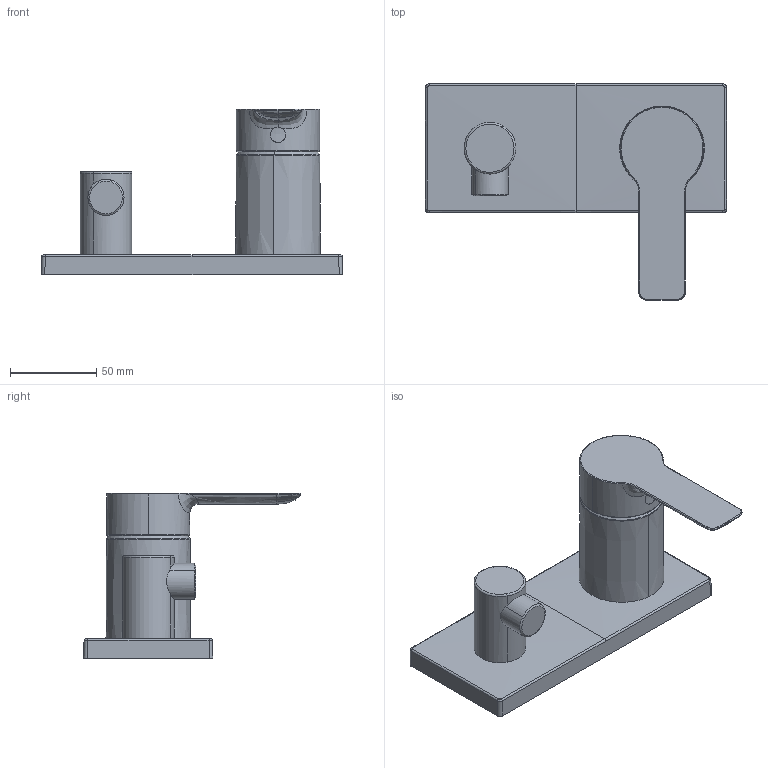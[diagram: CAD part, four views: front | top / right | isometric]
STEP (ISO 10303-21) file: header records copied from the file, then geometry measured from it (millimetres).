
FILE_DESCRIPTION (( 'STEP AP203' ), '1' );
FILE_NAME ('44549583(2020).STEP', '2020-02-18T05:33:33', ( '' ), ( '' ), 'SwSTEP 2.0', 'SolidWorks 2016', '' );
FILE_SCHEMA (( 'CONFIG_CONTROL_DESIGN' ));
Length unit declared in the file: millimetre
Products named in the file (1): 44549583(2020)
Bounding box: 175 x 125.85 x 96.36 mm (x, y, z)
Volume: 359603.9 mm3; surface area: 54222.7 mm2
Topology: 1 solids, 1 shells, 77 faces, 174 edges, 101 vertices
Faces by surface type: bspline 43, cylinder 14, plane 10, torus 4, cone 4, sphere 2
Entity records: 6146 total; most frequent: CARTESIAN_POINT 4691, ORIENTED_EDGE 344, DIRECTION 178, EDGE_CURVE 172, VERTEX_POINT 101, B_SPLINE_CURVE_WITH_KNOTS 95, EDGE_LOOP 81, FACE_OUTER_BOUND 77
